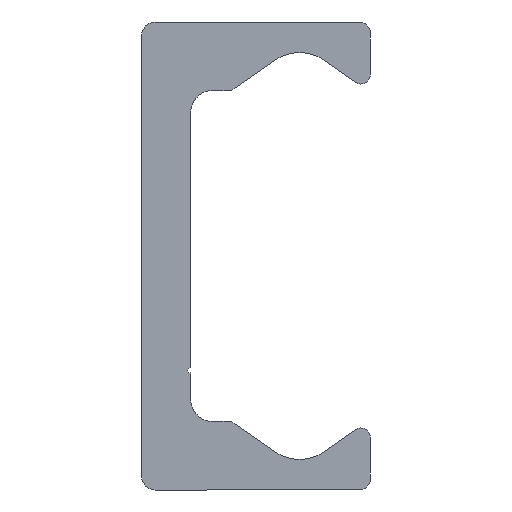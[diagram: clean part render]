
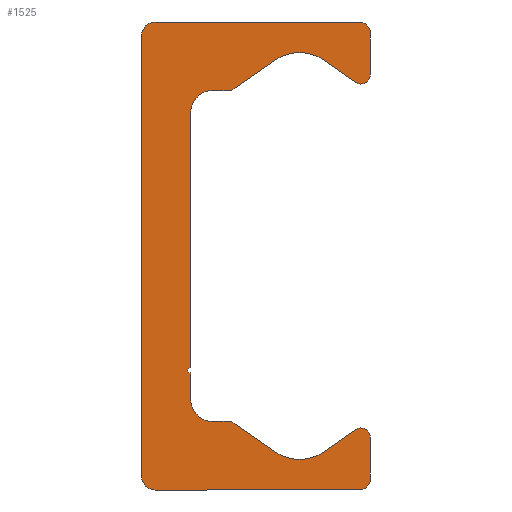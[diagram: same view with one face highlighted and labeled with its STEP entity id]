
A CAD part, left-side view. The second image highlights one B-rep face of the part: STEP entity #1525.
In plain terms, the highlighted planar face has unit normal (-1, 0, 0).
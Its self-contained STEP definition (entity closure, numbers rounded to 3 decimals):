
#628=CARTESIAN_POINT('',(0.0,9.25,-21.5));
#629=VERTEX_POINT('',#628);
#636=CARTESIAN_POINT('',(0.0,10.5,-20.25));
#637=VERTEX_POINT('',#636);
#638=CARTESIAN_POINT('',(0.0,9.25,-20.25));
#639=DIRECTION('',(1.0,0.0,0.0));
#640=DIRECTION('',(0.0,0.0,-1.0));
#641=AXIS2_PLACEMENT_3D('',#638,#639,#640);
#642=CIRCLE('',#641,1.25);
#643=EDGE_CURVE('',#629,#637,#642,.T.);
#667=CARTESIAN_POINT('',(0.0,-9.5,-21.5));
#668=VERTEX_POINT('',#667);
#675=CARTESIAN_POINT('',(0.0,-9.5,-21.5));
#676=DIRECTION('',(0.0,1.0,0.0));
#677=VECTOR('',#676,18.75);
#678=LINE('',#675,#677);
#679=EDGE_CURVE('',#668,#629,#678,.T.);
#699=CARTESIAN_POINT('',(0.0,-10.5,-20.5));
#700=VERTEX_POINT('',#699);
#707=CARTESIAN_POINT('',(0.0,-9.5,-20.5));
#708=DIRECTION('',(1.0,0.0,0.0));
#709=DIRECTION('',(0.0,-1.0,0.0));
#710=AXIS2_PLACEMENT_3D('',#707,#708,#709);
#711=CIRCLE('',#710,1.0);
#712=EDGE_CURVE('',#700,#668,#711,.T.);
#731=CARTESIAN_POINT('',(0.0,-10.5,-16.65));
#732=VERTEX_POINT('',#731);
#739=CARTESIAN_POINT('',(0.0,-10.5,-16.65));
#740=DIRECTION('',(0.0,0.0,-1.0));
#741=VECTOR('',#740,3.85);
#742=LINE('',#739,#741);
#743=EDGE_CURVE('',#732,#700,#742,.T.);
#763=CARTESIAN_POINT('',(0.0,-9.162,-15.954));
#764=VERTEX_POINT('',#763);
#771=CARTESIAN_POINT('',(0.0,-9.65,-16.65));
#772=DIRECTION('',(1.0,0.0,0.0));
#773=DIRECTION('',(0.0,0.574,0.819));
#774=AXIS2_PLACEMENT_3D('',#771,#772,#773);
#775=CIRCLE('',#774,0.85);
#776=EDGE_CURVE('',#764,#732,#775,.T.);
#795=CARTESIAN_POINT('',(0.0,-6.294,-17.962));
#796=VERTEX_POINT('',#795);
#803=CARTESIAN_POINT('',(0.0,-6.294,-17.962));
#804=DIRECTION('',(0.0,-0.819,0.574));
#805=VECTOR('',#804,3.501);
#806=LINE('',#803,#805);
#807=EDGE_CURVE('',#796,#764,#806,.T.);
#827=CARTESIAN_POINT('',(0.0,-1.706,-17.962));
#828=VERTEX_POINT('',#827);
#835=CARTESIAN_POINT('',(0.0,-4.,-14.685));
#836=DIRECTION('',(-1.0,0.0,0.0));
#837=DIRECTION('',(0.0,0.574,0.819));
#838=AXIS2_PLACEMENT_3D('',#835,#836,#837);
#839=CIRCLE('',#838,4.0);
#840=EDGE_CURVE('',#828,#796,#839,.T.);
#859=CARTESIAN_POINT('',(0.0,1.981,-15.381));
#860=VERTEX_POINT('',#859);
#867=CARTESIAN_POINT('',(0.0,1.981,-15.381));
#868=DIRECTION('',(0.0,-0.819,-0.574));
#869=VECTOR('',#868,4.5);
#870=LINE('',#867,#869);
#871=EDGE_CURVE('',#860,#828,#870,.T.);
#891=CARTESIAN_POINT('',(0.0,2.554,-15.2));
#892=VERTEX_POINT('',#891);
#899=CARTESIAN_POINT('',(0.0,2.554,-16.2));
#900=DIRECTION('',(1.0,0.0,0.0));
#901=DIRECTION('',(0.0,0.0,1.0));
#902=AXIS2_PLACEMENT_3D('',#899,#900,#901);
#903=CIRCLE('',#902,1.);
#904=EDGE_CURVE('',#892,#860,#903,.T.);
#923=CARTESIAN_POINT('',(0.0,4.0,-15.2));
#924=VERTEX_POINT('',#923);
#931=CARTESIAN_POINT('',(0.0,4.0,-15.2));
#932=DIRECTION('',(0.0,-1.0,0.0));
#933=VECTOR('',#932,1.446);
#934=LINE('',#931,#933);
#935=EDGE_CURVE('',#924,#892,#934,.T.);
#955=CARTESIAN_POINT('',(0.0,6.,-13.2));
#956=VERTEX_POINT('',#955);
#963=CARTESIAN_POINT('',(0.0,4.,-13.2));
#964=DIRECTION('',(-1.0,0.0,0.0));
#965=DIRECTION('',(0.0,0.0,1.0));
#966=AXIS2_PLACEMENT_3D('',#963,#964,#965);
#967=CIRCLE('',#966,2.0);
#968=EDGE_CURVE('',#956,#924,#967,.T.);
#987=CARTESIAN_POINT('',(0.0,6.,-10.75));
#988=VERTEX_POINT('',#987);
#995=CARTESIAN_POINT('',(0.0,6.,-10.75));
#996=DIRECTION('',(0.0,0.0,-1.0));
#997=VECTOR('',#996,2.45);
#998=LINE('',#995,#997);
#999=EDGE_CURVE('',#988,#956,#998,.T.);
#1019=CARTESIAN_POINT('',(0.0,6.,-10.25));
#1020=VERTEX_POINT('',#1019);
#1027=CARTESIAN_POINT('',(0.0,6.,-10.5));
#1028=DIRECTION('',(-1.0,0.0,0.0));
#1029=DIRECTION('',(0.0,0.0,1.0));
#1030=AXIS2_PLACEMENT_3D('',#1027,#1028,#1029);
#1031=CIRCLE('',#1030,0.25);
#1032=EDGE_CURVE('',#1020,#988,#1031,.T.);
#1051=CARTESIAN_POINT('',(0.0,6.,13.2));
#1052=VERTEX_POINT('',#1051);
#1059=CARTESIAN_POINT('',(0.0,6.,13.2));
#1060=DIRECTION('',(0.0,0.0,-1.0));
#1061=VECTOR('',#1060,23.45);
#1062=LINE('',#1059,#1061);
#1063=EDGE_CURVE('',#1052,#1020,#1062,.T.);
#1107=CARTESIAN_POINT('',(0.0,4.0,15.2));
#1108=VERTEX_POINT('',#1107);
#1115=CARTESIAN_POINT('',(0.0,4.,13.2));
#1116=DIRECTION('',(-1.0,0.0,0.0));
#1117=DIRECTION('',(0.0,-1.0,0.0));
#1118=AXIS2_PLACEMENT_3D('',#1115,#1116,#1117);
#1119=CIRCLE('',#1118,2.0);
#1120=EDGE_CURVE('',#1108,#1052,#1119,.T.);
#1139=CARTESIAN_POINT('',(0.0,2.554,15.2));
#1140=VERTEX_POINT('',#1139);
#1147=CARTESIAN_POINT('',(0.0,2.554,15.2));
#1148=DIRECTION('',(0.0,1.0,0.0));
#1149=VECTOR('',#1148,1.446);
#1150=LINE('',#1147,#1149);
#1151=EDGE_CURVE('',#1140,#1108,#1150,.T.);
#1171=CARTESIAN_POINT('',(0.0,1.981,15.381));
#1172=VERTEX_POINT('',#1171);
#1179=CARTESIAN_POINT('',(0.0,2.554,16.2));
#1180=DIRECTION('',(1.0,0.0,0.0));
#1181=DIRECTION('',(0.0,-0.574,-0.819));
#1182=AXIS2_PLACEMENT_3D('',#1179,#1180,#1181);
#1183=CIRCLE('',#1182,1.);
#1184=EDGE_CURVE('',#1172,#1140,#1183,.T.);
#1203=CARTESIAN_POINT('',(0.0,-1.706,17.962));
#1204=VERTEX_POINT('',#1203);
#1211=CARTESIAN_POINT('',(0.0,-1.706,17.962));
#1212=DIRECTION('',(0.0,0.819,-0.574));
#1213=VECTOR('',#1212,4.5);
#1214=LINE('',#1211,#1213);
#1215=EDGE_CURVE('',#1204,#1172,#1214,.T.);
#1235=CARTESIAN_POINT('',(0.0,-6.294,17.962));
#1236=VERTEX_POINT('',#1235);
#1243=CARTESIAN_POINT('',(0.0,-4.,14.685));
#1244=DIRECTION('',(-1.0,0.0,0.0));
#1245=DIRECTION('',(0.0,-0.574,-0.819));
#1246=AXIS2_PLACEMENT_3D('',#1243,#1244,#1245);
#1247=CIRCLE('',#1246,4.0);
#1248=EDGE_CURVE('',#1236,#1204,#1247,.T.);
#1267=CARTESIAN_POINT('',(0.0,-9.162,15.954));
#1268=VERTEX_POINT('',#1267);
#1275=CARTESIAN_POINT('',(0.0,-9.162,15.954));
#1276=DIRECTION('',(0.0,0.819,0.574));
#1277=VECTOR('',#1276,3.501);
#1278=LINE('',#1275,#1277);
#1279=EDGE_CURVE('',#1268,#1236,#1278,.T.);
#1299=CARTESIAN_POINT('',(0.0,-10.5,16.65));
#1300=VERTEX_POINT('',#1299);
#1307=CARTESIAN_POINT('',(0.0,-9.65,16.65));
#1308=DIRECTION('',(1.0,0.0,0.0));
#1309=DIRECTION('',(0.0,-1.0,0.0));
#1310=AXIS2_PLACEMENT_3D('',#1307,#1308,#1309);
#1311=CIRCLE('',#1310,0.85);
#1312=EDGE_CURVE('',#1300,#1268,#1311,.T.);
#1331=CARTESIAN_POINT('',(0.0,-10.5,20.5));
#1332=VERTEX_POINT('',#1331);
#1339=CARTESIAN_POINT('',(0.0,-10.5,20.5));
#1340=DIRECTION('',(0.0,0.0,-1.0));
#1341=VECTOR('',#1340,3.85);
#1342=LINE('',#1339,#1341);
#1343=EDGE_CURVE('',#1332,#1300,#1342,.T.);
#1363=CARTESIAN_POINT('',(0.0,-9.5,21.5));
#1364=VERTEX_POINT('',#1363);
#1371=CARTESIAN_POINT('',(0.0,-9.5,20.5));
#1372=DIRECTION('',(1.0,0.0,0.0));
#1373=DIRECTION('',(0.0,0.0,1.0));
#1374=AXIS2_PLACEMENT_3D('',#1371,#1372,#1373);
#1375=CIRCLE('',#1374,1.0);
#1376=EDGE_CURVE('',#1364,#1332,#1375,.T.);
#1395=CARTESIAN_POINT('',(0.0,9.25,21.5));
#1396=VERTEX_POINT('',#1395);
#1403=CARTESIAN_POINT('',(0.0,9.25,21.5));
#1404=DIRECTION('',(0.0,-1.0,0.0));
#1405=VECTOR('',#1404,18.75);
#1406=LINE('',#1403,#1405);
#1407=EDGE_CURVE('',#1396,#1364,#1406,.T.);
#1427=CARTESIAN_POINT('',(0.0,10.5,20.25));
#1428=VERTEX_POINT('',#1427);
#1435=CARTESIAN_POINT('',(0.0,9.25,20.25));
#1436=DIRECTION('',(1.0,0.0,0.0));
#1437=DIRECTION('',(0.0,1.0,0.0));
#1438=AXIS2_PLACEMENT_3D('',#1435,#1436,#1437);
#1439=CIRCLE('',#1438,1.25);
#1440=EDGE_CURVE('',#1428,#1396,#1439,.T.);
#1458=CARTESIAN_POINT('',(0.0,10.5,-20.25));
#1459=DIRECTION('',(0.0,0.0,1.0));
#1460=VECTOR('',#1459,40.5);
#1461=LINE('',#1458,#1460);
#1462=EDGE_CURVE('',#637,#1428,#1461,.T.);
#1492=CARTESIAN_POINT('',(0.0,2.66,-0.019));
#1493=DIRECTION('',(1.0,0.0,0.0));
#1494=DIRECTION('',(0.0,0.0,-1.0));
#1495=AXIS2_PLACEMENT_3D('',#1492,#1493,#1494);
#1496=PLANE('',#1495);
#1497=ORIENTED_EDGE('',*,*,#1462,.F.);
#1498=ORIENTED_EDGE('',*,*,#643,.F.);
#1499=ORIENTED_EDGE('',*,*,#679,.F.);
#1500=ORIENTED_EDGE('',*,*,#712,.F.);
#1501=ORIENTED_EDGE('',*,*,#743,.F.);
#1502=ORIENTED_EDGE('',*,*,#776,.F.);
#1503=ORIENTED_EDGE('',*,*,#807,.F.);
#1504=ORIENTED_EDGE('',*,*,#840,.F.);
#1505=ORIENTED_EDGE('',*,*,#871,.F.);
#1506=ORIENTED_EDGE('',*,*,#904,.F.);
#1507=ORIENTED_EDGE('',*,*,#935,.F.);
#1508=ORIENTED_EDGE('',*,*,#968,.F.);
#1509=ORIENTED_EDGE('',*,*,#999,.F.);
#1510=ORIENTED_EDGE('',*,*,#1032,.F.);
#1511=ORIENTED_EDGE('',*,*,#1063,.F.);
#1512=ORIENTED_EDGE('',*,*,#1120,.F.);
#1513=ORIENTED_EDGE('',*,*,#1151,.F.);
#1514=ORIENTED_EDGE('',*,*,#1184,.F.);
#1515=ORIENTED_EDGE('',*,*,#1215,.F.);
#1516=ORIENTED_EDGE('',*,*,#1248,.F.);
#1517=ORIENTED_EDGE('',*,*,#1279,.F.);
#1518=ORIENTED_EDGE('',*,*,#1312,.F.);
#1519=ORIENTED_EDGE('',*,*,#1343,.F.);
#1520=ORIENTED_EDGE('',*,*,#1376,.F.);
#1521=ORIENTED_EDGE('',*,*,#1407,.F.);
#1522=ORIENTED_EDGE('',*,*,#1440,.F.);
#1523=EDGE_LOOP('',(#1497,#1498,#1499,#1500,#1501,#1502,#1503,#1504,#1505,#1506,#1507,#1508,#1509,#1510,#1511,#1512,#1513,#1514,#1515,#1516,#1517,#1518,#1519,#1520,#1521,#1522));
#1524=FACE_OUTER_BOUND('',#1523,.T.);
#1525=ADVANCED_FACE('',(#1524),#1496,.F.);
